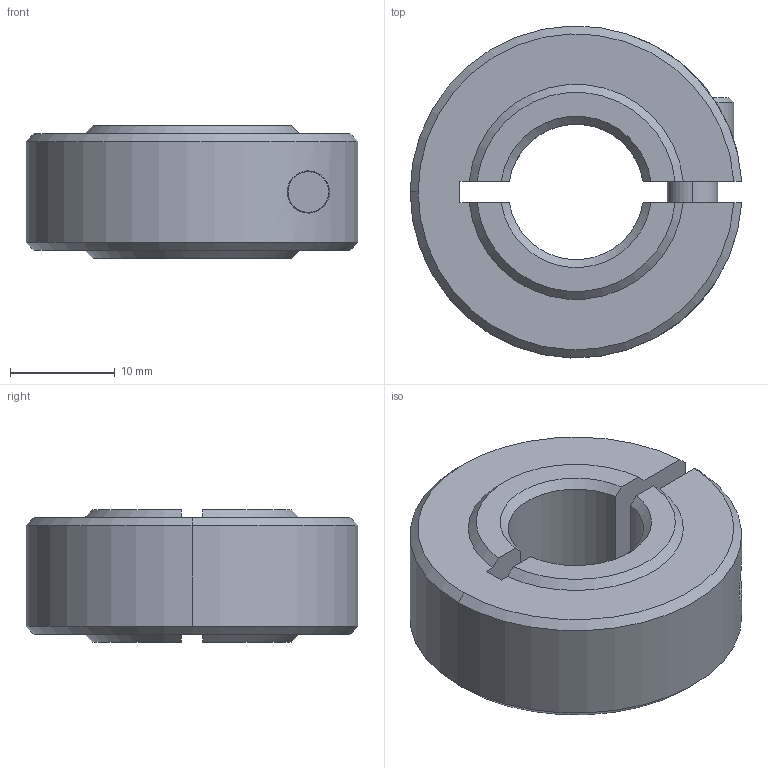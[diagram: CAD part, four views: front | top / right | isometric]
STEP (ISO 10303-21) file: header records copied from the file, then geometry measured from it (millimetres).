
FILE_DESCRIPTION (( 'STEP AP203' ), '1' );
FILE_NAME ('am-1641 500Round Collar Clamp (1 Part) Assembly.STEP', '2022-06-07T13:50:38', ( '' ), ( '' ), 'SwSTEP 2.0', 'SolidWorks 2021', '' );
FILE_SCHEMA (( 'CONFIG_CONTROL_DESIGN' ));
Length unit declared in the file: inch
Products named in the file (3): 500Round Collar Clamp Body; 10-32x0500_shcs_HX-SHCS 0.19-32x1.375x1-C; am-1641 500Round Collar Clamp (1 Part) Assembly
Assembly tree (2 placements, depth 2):
  am-1641 500Round Collar Clamp (1 Part) Assembly
    500Round Collar Clamp Body
    10-32x0500_shcs_HX-SHCS 0.19-32x1.375x1-C
Bounding box: 31.72 x 31.73 x 12.7 mm (x, y, z)
Volume: 7090 mm3; surface area: 3765.4 mm2
Topology: 2 solids, 2 shells, 60 faces, 147 edges, 92 vertices
Faces by surface type: plane 27, cone 17, cylinder 14, torus 2
Entity records: 2205 total; most frequent: CARTESIAN_POINT 486, DIRECTION 304, ORIENTED_EDGE 290, EDGE_CURVE 145, AXIS2_PLACEMENT_3D 118, VERTEX_POINT 92, LINE 68, VECTOR 68
